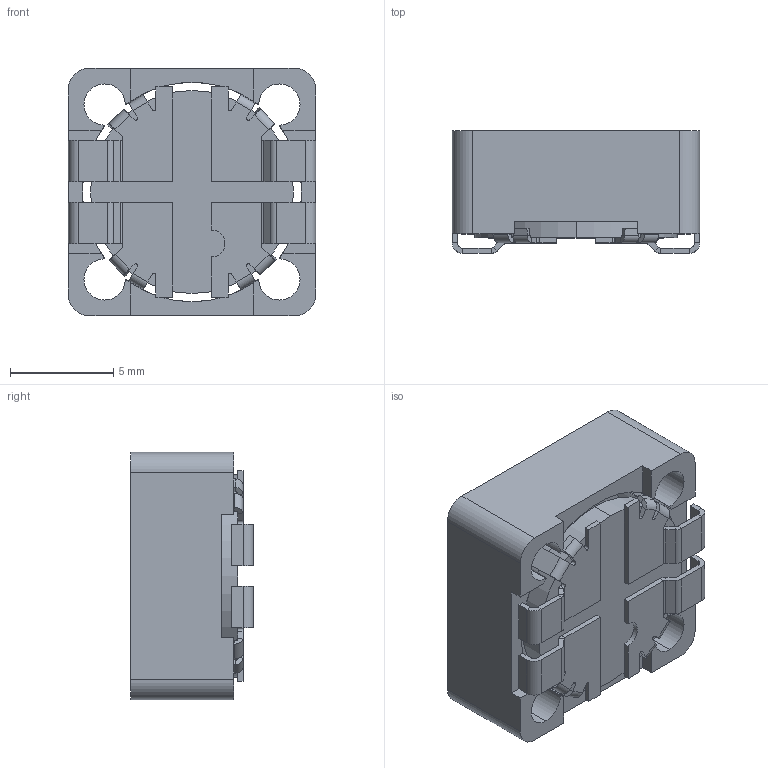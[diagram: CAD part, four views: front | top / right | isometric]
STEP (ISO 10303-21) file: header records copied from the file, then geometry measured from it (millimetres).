
FILE_DESCRIPTION (( 'STEP AP214' ), '1' );
FILE_NAME ('DRQ125.STEP', '2020-11-23T12:47:53', ( '' ), ( '' ), 'SwSTEP 2.0', 'SolidWorks 2016', '' );
FILE_SCHEMA (( 'AUTOMOTIVE_DESIGN' ));
Length unit declared in the file: millimetre
Products named in the file (4): 13008902; DRQ125; 13008901; 40001700A
Assembly tree (3 placements, depth 2):
  DRQ125
    40001700A
    13008901
    13008902
Bounding box: 12 x 5.95 x 12 mm (x, y, z)
Volume: 444.4 mm3; surface area: 1107.7 mm2
Topology: 6 solids, 6 shells, 286 faces, 699 edges, 426 vertices
Faces by surface type: plane 182, cylinder 96, bspline 8
Entity records: 8600 total; most frequent: CARTESIAN_POINT 1689, DIRECTION 1411, ORIENTED_EDGE 1398, EDGE_CURVE 699, LINE 475, VECTOR 475, AXIS2_PLACEMENT_3D 468, VERTEX_POINT 426
